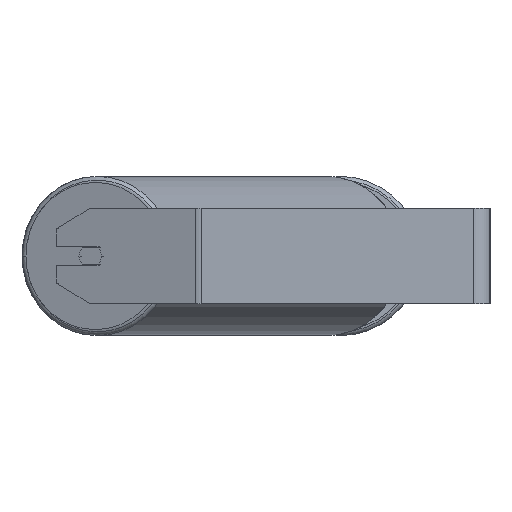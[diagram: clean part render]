
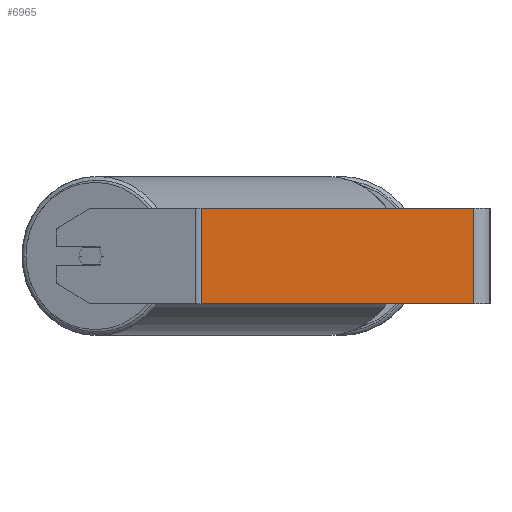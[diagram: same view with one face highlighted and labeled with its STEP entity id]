
A CAD part, left-side view. The second image highlights one B-rep face of the part: STEP entity #6965.
In plain terms, the highlighted planar face has unit normal (-1, 0, 0).
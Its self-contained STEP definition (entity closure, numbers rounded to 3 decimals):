
#158 = DIRECTION ( 'NONE',  ( 0., 0., -1. ) ) ;
#172 = ORIENTED_EDGE ( 'NONE', *, *, #201, .F. ) ;
#201 = EDGE_CURVE ( 'NONE', #5381, #3254, #2718, .T. ) ;
#233 = CARTESIAN_POINT ( 'NONE',  ( -900., 243.696, 40. ) ) ;
#1035 = LINE ( 'NONE', #3737, #2371 ) ;
#1412 = VERTEX_POINT ( 'NONE', #4345 ) ;
#1746 = ORIENTED_EDGE ( 'NONE', *, *, #6711, .T. ) ;
#2215 = DIRECTION ( 'NONE',  ( 0., -1., 0. ) ) ;
#2221 = PLANE ( 'NONE',  #5934 ) ;
#2371 = VECTOR ( 'NONE', #6706, 1000. ) ;
#2698 = CARTESIAN_POINT ( 'NONE',  ( -900., 14., 40. ) ) ;
#2718 = LINE ( 'NONE', #233, #3693 ) ;
#3075 = DIRECTION ( 'NONE',  ( 0., -1., 0. ) ) ;
#3084 = DIRECTION ( 'NONE',  ( 0., 0., -1. ) ) ;
#3158 = LINE ( 'NONE', #5858, #5788 ) ;
#3254 = VERTEX_POINT ( 'NONE', #2698 ) ;
#3358 = CARTESIAN_POINT ( 'NONE',  ( -900., 241.227, -40. ) ) ;
#3509 = CARTESIAN_POINT ( 'NONE',  ( -900., 243.696, 40. ) ) ;
#3540 = EDGE_CURVE ( 'NONE', #3254, #1412, #8487, .T. ) ;
#3596 = EDGE_CURVE ( 'NONE', #5381, #7565, #1035, .T. ) ;
#3693 = VECTOR ( 'NONE', #2215, 1000. ) ;
#3737 = CARTESIAN_POINT ( 'NONE',  ( -900., 241.227, 40. ) ) ;
#4174 = CARTESIAN_POINT ( 'NONE',  ( -900., 241.227, 40. ) ) ;
#4345 = CARTESIAN_POINT ( 'NONE',  ( -900., 14., -40. ) ) ;
#4450 = CARTESIAN_POINT ( 'NONE',  ( -900., 14., 40. ) ) ;
#4585 = ORIENTED_EDGE ( 'NONE', *, *, #3540, .F. ) ;
#4861 = ORIENTED_EDGE ( 'NONE', *, *, #3596, .T. ) ;
#5381 = VERTEX_POINT ( 'NONE', #4174 ) ;
#5788 = VECTOR ( 'NONE', #3075, 1000. ) ;
#5858 = CARTESIAN_POINT ( 'NONE',  ( -900., 243.696, -40. ) ) ;
#5872 = EDGE_LOOP ( 'NONE', ( #1746, #4585, #172, #4861 ) ) ;
#5934 = AXIS2_PLACEMENT_3D ( 'NONE', #3509, #6221, #158 ) ;
#6221 = DIRECTION ( 'NONE',  ( 1., 0., 0. ) ) ;
#6706 = DIRECTION ( 'NONE',  ( 0., 0., -1. ) ) ;
#6711 = EDGE_CURVE ( 'NONE', #7565, #1412, #3158, .T. ) ;
#6965 = ADVANCED_FACE ( 'NONE', ( #7718 ), #2221, .F. ) ;
#7565 = VERTEX_POINT ( 'NONE', #3358 ) ;
#7718 = FACE_OUTER_BOUND ( 'NONE', #5872, .T. ) ;
#8303 = VECTOR ( 'NONE', #3084, 1000. ) ;
#8487 = LINE ( 'NONE', #4450, #8303 ) ;
